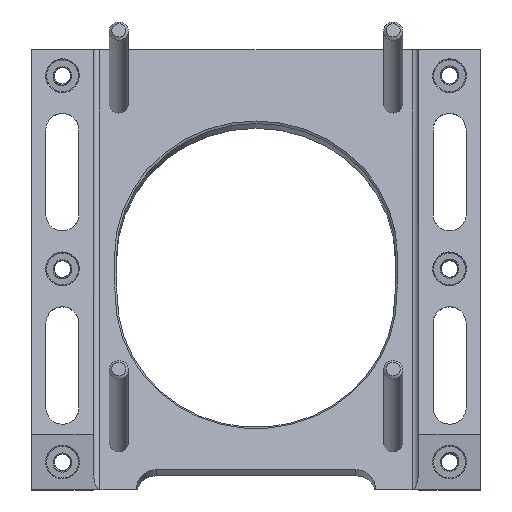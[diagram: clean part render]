
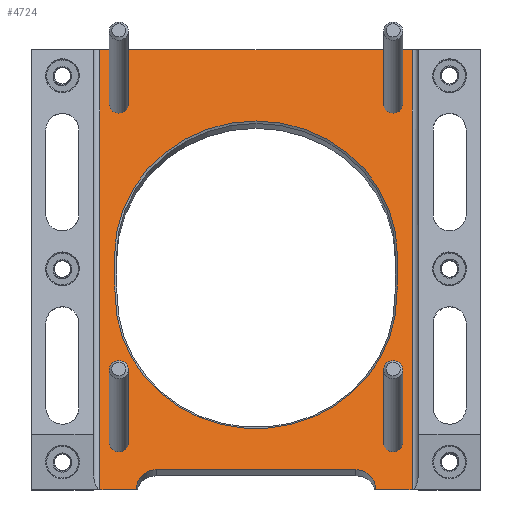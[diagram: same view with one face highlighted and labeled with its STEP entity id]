
A CAD part, top view. The second image highlights one B-rep face of the part: STEP entity #4724.
In plain terms, the highlighted planar face has unit normal (0, 0.315, 0.949).
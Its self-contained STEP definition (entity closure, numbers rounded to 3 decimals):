
#520=FACE_BOUND('',#1051,.T.);
#521=FACE_BOUND('',#1052,.T.);
#522=FACE_BOUND('',#1053,.T.);
#523=FACE_BOUND('',#1054,.T.);
#524=FACE_BOUND('',#1055,.T.);
#574=PLANE('',#5088);
#766=FACE_OUTER_BOUND('',#1050,.T.);
#1050=EDGE_LOOP('',(#3745,#3746,#3747,#3748,#3749,#3750,#3751,#3752,#3753,
#3754));
#1051=EDGE_LOOP('',(#3755,#3756,#3757,#3758,#3759,#3760));
#1052=EDGE_LOOP('',(#3761));
#1053=EDGE_LOOP('',(#3762));
#1054=EDGE_LOOP('',(#3763));
#1055=EDGE_LOOP('',(#3764));
#1338=LINE('',#12596,#1592);
#1339=LINE('',#12598,#1593);
#1340=LINE('',#12600,#1594);
#1341=LINE('',#12602,#1595);
#1342=LINE('',#12604,#1596);
#1343=LINE('',#12608,#1597);
#1344=LINE('',#12612,#1598);
#1345=LINE('',#12613,#1599);
#1346=LINE('',#12618,#1600);
#1347=LINE('',#12622,#1601);
#1592=VECTOR('',#5861,10.);
#1593=VECTOR('',#5862,10.);
#1594=VECTOR('',#5863,10.);
#1595=VECTOR('',#5864,10.);
#1596=VECTOR('',#5865,10.);
#1597=VECTOR('',#5868,10.);
#1598=VECTOR('',#5871,10.);
#1599=VECTOR('',#5872,10.);
#1600=VECTOR('',#5875,10.);
#1601=VECTOR('',#5878,10.);
#1811=CIRCLE('',#5087,2.367);
#1812=CIRCLE('',#5089,5.);
#1813=CIRCLE('',#5090,5.);
#1814=CIRCLE('',#5091,36.25);
#1815=CIRCLE('',#5092,36.25);
#1816=CIRCLE('',#5093,36.25);
#1817=CIRCLE('',#5094,36.116);
#1818=CIRCLE('',#5095,2.367);
#1819=CIRCLE('',#5096,2.367);
#1820=CIRCLE('',#5097,2.367);
#2202=VERTEX_POINT('',#12590);
#2203=VERTEX_POINT('',#12594);
#2204=VERTEX_POINT('',#12595);
#2205=VERTEX_POINT('',#12597);
#2206=VERTEX_POINT('',#12599);
#2207=VERTEX_POINT('',#12601);
#2208=VERTEX_POINT('',#12603);
#2209=VERTEX_POINT('',#12605);
#2210=VERTEX_POINT('',#12607);
#2211=VERTEX_POINT('',#12609);
#2212=VERTEX_POINT('',#12611);
#2213=VERTEX_POINT('',#12614);
#2214=VERTEX_POINT('',#12615);
#2215=VERTEX_POINT('',#12617);
#2216=VERTEX_POINT('',#12619);
#2217=VERTEX_POINT('',#12621);
#2218=VERTEX_POINT('',#12623);
#2219=VERTEX_POINT('',#12626);
#2220=VERTEX_POINT('',#12628);
#2221=VERTEX_POINT('',#12630);
#2771=EDGE_CURVE('',#2202,#2202,#1811,.T.);
#2772=EDGE_CURVE('',#2203,#2204,#1338,.T.);
#2773=EDGE_CURVE('',#2205,#2203,#1339,.T.);
#2774=EDGE_CURVE('',#2206,#2205,#1340,.T.);
#2775=EDGE_CURVE('',#2207,#2206,#1341,.T.);
#2776=EDGE_CURVE('',#2208,#2207,#1342,.T.);
#2777=EDGE_CURVE('',#2208,#2209,#1812,.F.);
#2778=EDGE_CURVE('',#2210,#2209,#1343,.T.);
#2779=EDGE_CURVE('',#2210,#2211,#1813,.F.);
#2780=EDGE_CURVE('',#2212,#2211,#1344,.T.);
#2781=EDGE_CURVE('',#2204,#2212,#1345,.T.);
#2782=EDGE_CURVE('',#2213,#2214,#1814,.T.);
#2783=EDGE_CURVE('',#2215,#2213,#1346,.T.);
#2784=EDGE_CURVE('',#2216,#2215,#1815,.T.);
#2785=EDGE_CURVE('',#2217,#2216,#1347,.T.);
#2786=EDGE_CURVE('',#2218,#2217,#1816,.T.);
#2787=EDGE_CURVE('',#2214,#2218,#1817,.T.);
#2788=EDGE_CURVE('',#2219,#2219,#1818,.T.);
#2789=EDGE_CURVE('',#2220,#2220,#1819,.T.);
#2790=EDGE_CURVE('',#2221,#2221,#1820,.T.);
#3745=ORIENTED_EDGE('',*,*,#2772,.F.);
#3746=ORIENTED_EDGE('',*,*,#2773,.F.);
#3747=ORIENTED_EDGE('',*,*,#2774,.F.);
#3748=ORIENTED_EDGE('',*,*,#2775,.F.);
#3749=ORIENTED_EDGE('',*,*,#2776,.F.);
#3750=ORIENTED_EDGE('',*,*,#2777,.T.);
#3751=ORIENTED_EDGE('',*,*,#2778,.F.);
#3752=ORIENTED_EDGE('',*,*,#2779,.T.);
#3753=ORIENTED_EDGE('',*,*,#2780,.F.);
#3754=ORIENTED_EDGE('',*,*,#2781,.F.);
#3755=ORIENTED_EDGE('',*,*,#2782,.F.);
#3756=ORIENTED_EDGE('',*,*,#2783,.F.);
#3757=ORIENTED_EDGE('',*,*,#2784,.F.);
#3758=ORIENTED_EDGE('',*,*,#2785,.F.);
#3759=ORIENTED_EDGE('',*,*,#2786,.F.);
#3760=ORIENTED_EDGE('',*,*,#2787,.F.);
#3761=ORIENTED_EDGE('',*,*,#2788,.F.);
#3762=ORIENTED_EDGE('',*,*,#2789,.F.);
#3763=ORIENTED_EDGE('',*,*,#2790,.F.);
#3764=ORIENTED_EDGE('',*,*,#2771,.F.);
#4724=ADVANCED_FACE('',(#766,#520,#521,#522,#523,#524),#574,.F.);
#5087=AXIS2_PLACEMENT_3D('',#12592,#5857,#5858);
#5088=AXIS2_PLACEMENT_3D('',#12593,#5859,#5860);
#5089=AXIS2_PLACEMENT_3D('',#12606,#5866,#5867);
#5090=AXIS2_PLACEMENT_3D('',#12610,#5869,#5870);
#5091=AXIS2_PLACEMENT_3D('',#12616,#5873,#5874);
#5092=AXIS2_PLACEMENT_3D('',#12620,#5876,#5877);
#5093=AXIS2_PLACEMENT_3D('',#12624,#5879,#5880);
#5094=AXIS2_PLACEMENT_3D('',#12625,#5881,#5882);
#5095=AXIS2_PLACEMENT_3D('',#12627,#5883,#5884);
#5096=AXIS2_PLACEMENT_3D('',#12629,#5885,#5886);
#5097=AXIS2_PLACEMENT_3D('',#12631,#5887,#5888);
#5857=DIRECTION('center_axis',(0.,0.314,0.949));
#5858=DIRECTION('ref_axis',(-1.,0.,0.));
#5859=DIRECTION('center_axis',(0.,-0.314,-0.949));
#5860=DIRECTION('ref_axis',(-1.,0.,0.));
#5861=DIRECTION('',(0.,-0.949,0.314));
#5862=DIRECTION('',(1.,0.,0.));
#5863=DIRECTION('',(0.,0.949,-0.314));
#5864=DIRECTION('',(-1.,0.,0.));
#5865=DIRECTION('',(0.,-0.949,0.314));
#5866=DIRECTION('center_axis',(0.,0.314,0.949));
#5867=DIRECTION('ref_axis',(0.,0.949,-0.314));
#5868=DIRECTION('',(-1.,0.,0.));
#5869=DIRECTION('center_axis',(0.,0.314,0.949));
#5870=DIRECTION('ref_axis',(1.,0.,0.));
#5871=DIRECTION('',(0.,0.949,-0.314));
#5872=DIRECTION('',(-1.,0.,0.));
#5873=DIRECTION('center_axis',(0.,0.314,0.949));
#5874=DIRECTION('ref_axis',(-1.,-0.004,0.001));
#5875=DIRECTION('',(0.,-0.949,0.314));
#5876=DIRECTION('center_axis',(0.,0.314,0.949));
#5877=DIRECTION('ref_axis',(1.,0.,0.));
#5878=DIRECTION('',(0.,0.949,-0.314));
#5879=DIRECTION('center_axis',(0.,0.314,0.949));
#5880=DIRECTION('ref_axis',(1.,0.004,-0.001));
#5881=DIRECTION('center_axis',(0.,0.314,0.949));
#5882=DIRECTION('ref_axis',(1.,-0.01,0.003));
#5883=DIRECTION('center_axis',(0.,0.314,0.949));
#5884=DIRECTION('ref_axis',(-1.,0.,0.));
#5885=DIRECTION('center_axis',(0.,0.314,0.949));
#5886=DIRECTION('ref_axis',(-1.,0.,0.));
#5887=DIRECTION('center_axis',(0.,0.314,0.949));
#5888=DIRECTION('ref_axis',(-1.,0.,0.));
#12590=CARTESIAN_POINT('',(-32.776,20.699,4.967));
#12592=CARTESIAN_POINT('Origin',(-35.143,20.699,4.967));
#12593=CARTESIAN_POINT('Origin',(0.,-20.999,
18.781));
#12594=CARTESIAN_POINT('',(40.,34.66,0.342));
#12595=CARTESIAN_POINT('',(40.,-78.15,37.716));
#12596=CARTESIAN_POINT('',(40.,12.543,7.669));
#12597=CARTESIAN_POINT('',(-40.,34.66,0.342));
#12598=CARTESIAN_POINT('',(-28.75,34.66,0.342));
#12599=CARTESIAN_POINT('',(-40.,-78.15,37.716));
#12600=CARTESIAN_POINT('',(-40.,-51.532,28.897));
#12601=CARTESIAN_POINT('',(-30.593,-78.15,37.716));
#12602=CARTESIAN_POINT('',(0.,-78.15,37.716));
#12603=CARTESIAN_POINT('',(-30.593,-77.773,37.591));
#12604=CARTESIAN_POINT('',(-30.593,-48.594,27.924));
#12605=CARTESIAN_POINT('',(-25.593,-73.027,36.018));
#12606=CARTESIAN_POINT('Origin',(-25.593,-77.773,37.591));
#12607=CARTESIAN_POINT('',(25.631,-73.027,36.018));
#12608=CARTESIAN_POINT('',(-13.098,-73.027,36.018));
#12609=CARTESIAN_POINT('',(30.631,-77.773,37.591));
#12610=CARTESIAN_POINT('Origin',(25.631,-77.773,37.591));
#12611=CARTESIAN_POINT('',(30.631,-78.15,37.716));
#12612=CARTESIAN_POINT('',(30.631,-48.594,27.924));
#12613=CARTESIAN_POINT('',(0.,-78.15,37.716));
#12614=CARTESIAN_POINT('',(-36.25,-25.002,20.108));
#12615=CARTESIAN_POINT('',(-36.114,-27.851,21.052));
#12616=CARTESIAN_POINT('Origin',(0.,-24.872,
20.065));
#12617=CARTESIAN_POINT('',(-36.25,-17.99,17.785));
#12618=CARTESIAN_POINT('',(-36.25,-23.,19.444));
#12619=CARTESIAN_POINT('',(36.25,-17.99,17.785));
#12620=CARTESIAN_POINT('Origin',(0.,-17.99,17.785));
#12621=CARTESIAN_POINT('',(36.25,-25.002,20.108));
#12622=CARTESIAN_POINT('',(36.25,-19.495,18.283));
#12623=CARTESIAN_POINT('',(36.114,-27.851,21.052));
#12624=CARTESIAN_POINT('Origin',(0.,-24.872,
20.065));
#12625=CARTESIAN_POINT('Origin',(0.,-28.195,
21.165));
#12626=CARTESIAN_POINT('',(37.51,-66.172,33.747));
#12627=CARTESIAN_POINT('Origin',(35.143,-66.172,33.747));
#12628=CARTESIAN_POINT('',(-32.776,-66.172,33.747));
#12629=CARTESIAN_POINT('Origin',(-35.143,-66.172,33.747));
#12630=CARTESIAN_POINT('',(37.51,20.699,4.967));
#12631=CARTESIAN_POINT('Origin',(35.143,20.699,4.967));
